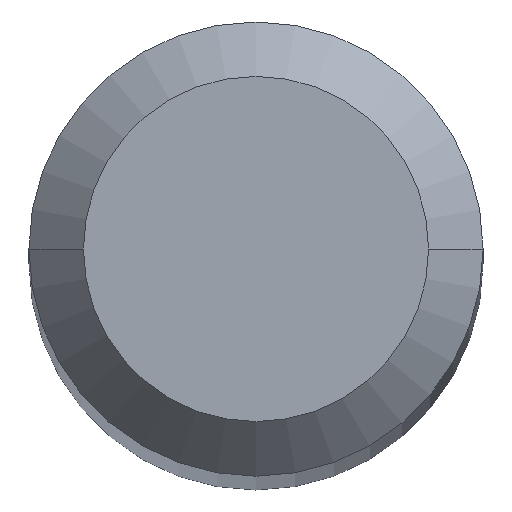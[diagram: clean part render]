
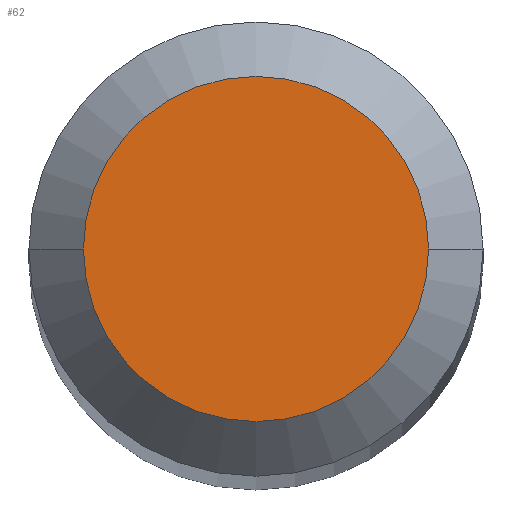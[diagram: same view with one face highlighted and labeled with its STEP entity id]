
A CAD part, top view. The second image highlights one B-rep face of the part: STEP entity #62.
In plain terms, the highlighted planar face has unit normal (0, 0, 1).
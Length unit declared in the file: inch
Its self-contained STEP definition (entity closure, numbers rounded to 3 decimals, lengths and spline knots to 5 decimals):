
#1 = ORIENTED_EDGE ( 'NONE', *, *, #197, .T. ) ;
#13 = FACE_OUTER_BOUND ( 'NONE', #397, .T. ) ;
#62 = ADVANCED_FACE ( 'NONE', ( #13 ), #412, .F. ) ;
#67 = CARTESIAN_POINT ( 'NONE',  ( -0.0475, 0., 0. ) ) ;
#146 = CARTESIAN_POINT ( 'NONE',  ( 0., 0., 0. ) ) ;
#153 = CIRCLE ( 'NONE', #180, 0.0475 ) ;
#158 = ORIENTED_EDGE ( 'NONE', *, *, #425, .T. ) ;
#180 = AXIS2_PLACEMENT_3D ( 'NONE', #146, #501, #457 ) ;
#197 = EDGE_CURVE ( 'NONE', #462, #485, #463, .T. ) ;
#206 = DIRECTION ( 'NONE',  ( 0., 0., -1. ) ) ;
#213 = CARTESIAN_POINT ( 'NONE',  ( 0., 0., 0. ) ) ;
#221 = AXIS2_PLACEMENT_3D ( 'NONE', #213, #423, #340 ) ;
#236 = AXIS2_PLACEMENT_3D ( 'NONE', #497, #206, #292 ) ;
#292 = DIRECTION ( 'NONE',  ( -1., 0., 0. ) ) ;
#340 = DIRECTION ( 'NONE',  ( 1., 0., 0. ) ) ;
#397 = EDGE_LOOP ( 'NONE', ( #158, #1 ) ) ;
#412 = PLANE ( 'NONE',  #236 ) ;
#423 = DIRECTION ( 'NONE',  ( 0., 0., 1. ) ) ;
#425 = EDGE_CURVE ( 'NONE', #485, #462, #153, .T. ) ;
#457 = DIRECTION ( 'NONE',  ( 1., 0., 0. ) ) ;
#462 = VERTEX_POINT ( 'NONE', #504 ) ;
#463 = CIRCLE ( 'NONE', #221, 0.0475 ) ;
#485 = VERTEX_POINT ( 'NONE', #67 ) ;
#497 = CARTESIAN_POINT ( 'NONE',  ( 0., 0.0475, 0. ) ) ;
#501 = DIRECTION ( 'NONE',  ( 0., 0., 1. ) ) ;
#504 = CARTESIAN_POINT ( 'NONE',  ( 0.0475, 0., 0. ) ) ;
